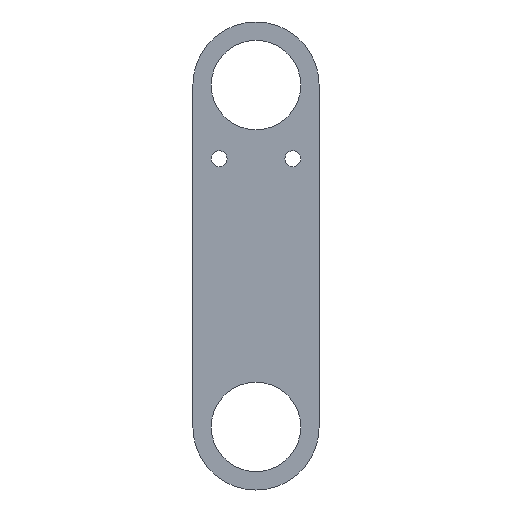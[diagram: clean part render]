
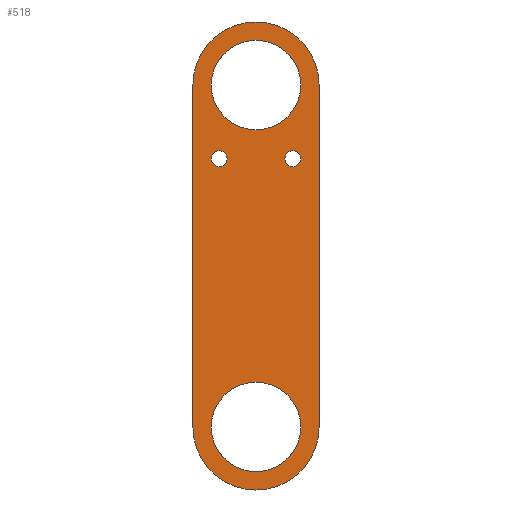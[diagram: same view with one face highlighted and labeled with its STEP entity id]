
A CAD part, left-side view. The second image highlights one B-rep face of the part: STEP entity #518.
In plain terms, the highlighted planar face has unit normal (-1, 0, 0).
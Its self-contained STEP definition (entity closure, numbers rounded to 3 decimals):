
#1 = LINE ( 'NONE', #254, #535 ) ;
#9 = DIRECTION ( 'NONE',  ( 1., 0., 0. ) ) ;
#21 = EDGE_CURVE ( 'NONE', #243, #550, #458, .T. ) ;
#23 = AXIS2_PLACEMENT_3D ( 'NONE', #568, #341, #426 ) ;
#32 = ORIENTED_EDGE ( 'NONE', *, *, #536, .F. ) ;
#34 = EDGE_LOOP ( 'NONE', ( #70, #439, #104, #525, #32 ) ) ;
#37 = DIRECTION ( 'NONE',  ( 1., 0., 0. ) ) ;
#38 = AXIS2_PLACEMENT_3D ( 'NONE', #475, #37, #87 ) ;
#41 = EDGE_CURVE ( 'NONE', #359, #81, #552, .T. ) ;
#51 = CARTESIAN_POINT ( 'NONE',  ( 0., 0., 9. ) ) ;
#55 = AXIS2_PLACEMENT_3D ( 'NONE', #256, #570, #263 ) ;
#56 = EDGE_LOOP ( 'NONE', ( #135, #307 ) ) ;
#59 = DIRECTION ( 'NONE',  ( 0., 0., -1. ) ) ;
#61 = EDGE_CURVE ( 'NONE', #414, #227, #183, .T. ) ;
#70 = ORIENTED_EDGE ( 'NONE', *, *, #299, .T. ) ;
#72 = CARTESIAN_POINT ( 'NONE',  ( 0., 7., -3.5 ) ) ;
#76 = AXIS2_PLACEMENT_3D ( 'NONE', #366, #320, #405 ) ;
#80 = CARTESIAN_POINT ( 'NONE',  ( 0., 7., -5. ) ) ;
#81 = VERTEX_POINT ( 'NONE', #148 ) ;
#82 = DIRECTION ( 'NONE',  ( 1., 0., 0. ) ) ;
#87 = DIRECTION ( 'NONE',  ( 0., 0., -1. ) ) ;
#88 = FACE_BOUND ( 'NONE', #422, .T. ) ;
#93 = EDGE_LOOP ( 'NONE', ( #308, #465 ) ) ;
#101 = VERTEX_POINT ( 'NONE', #500 ) ;
#104 = ORIENTED_EDGE ( 'NONE', *, *, #537, .T. ) ;
#105 = AXIS2_PLACEMENT_3D ( 'NONE', #538, #497, #270 ) ;
#106 = DIRECTION ( 'NONE',  ( 1., 0., 0. ) ) ;
#107 = AXIS2_PLACEMENT_3D ( 'NONE', #506, #114, #547 ) ;
#109 = VERTEX_POINT ( 'NONE', #541 ) ;
#112 = FACE_BOUND ( 'NONE', #539, .T. ) ;
#114 = DIRECTION ( 'NONE',  ( 1., 0., 0. ) ) ;
#118 = EDGE_CURVE ( 'NONE', #109, #351, #381, .T. ) ;
#120 = DIRECTION ( 'NONE',  ( 1., 0., 0. ) ) ;
#128 = DIRECTION ( 'NONE',  ( 0., 0., -1. ) ) ;
#135 = ORIENTED_EDGE ( 'NONE', *, *, #118, .T. ) ;
#137 = CARTESIAN_POINT ( 'NONE',  ( 0., 12., -56. ) ) ;
#143 = CIRCLE ( 'NONE', #55, 12. ) ;
#148 = CARTESIAN_POINT ( 'NONE',  ( 0., 0., 17.5 ) ) ;
#150 = CARTESIAN_POINT ( 'NONE',  ( 0., 0., 9. ) ) ;
#153 = VECTOR ( 'NONE', #160, 1000. ) ;
#160 = DIRECTION ( 'NONE',  ( 0., 0., -1. ) ) ;
#161 = CIRCLE ( 'NONE', #38, 1.5 ) ;
#162 = CARTESIAN_POINT ( 'NONE',  ( 0., 0., -56. ) ) ;
#170 = CARTESIAN_POINT ( 'NONE',  ( 0., 0., 21. ) ) ;
#171 = CIRCLE ( 'NONE', #314, 12. ) ;
#183 = CIRCLE ( 'NONE', #105, 8.5 ) ;
#188 = EDGE_CURVE ( 'NONE', #227, #414, #228, .T. ) ;
#189 = FACE_BOUND ( 'NONE', #56, .T. ) ;
#190 = DIRECTION ( 'NONE',  ( 1., 0., 0. ) ) ;
#194 = EDGE_CURVE ( 'NONE', #81, #359, #416, .T. ) ;
#201 = CARTESIAN_POINT ( 'NONE',  ( 0., -7., -5. ) ) ;
#227 = VERTEX_POINT ( 'NONE', #327 ) ;
#228 = CIRCLE ( 'NONE', #107, 8.5 ) ;
#237 = VERTEX_POINT ( 'NONE', #286 ) ;
#240 = AXIS2_PLACEMENT_3D ( 'NONE', #150, #9, #448 ) ;
#241 = DIRECTION ( 'NONE',  ( 0., 0., -1. ) ) ;
#243 = VERTEX_POINT ( 'NONE', #72 ) ;
#244 = CARTESIAN_POINT ( 'NONE',  ( 0., 0., -47.5 ) ) ;
#252 = PLANE ( 'NONE',  #23 ) ;
#254 = CARTESIAN_POINT ( 'NONE',  ( 0., -12., 0. ) ) ;
#255 = ORIENTED_EDGE ( 'NONE', *, *, #61, .T. ) ;
#256 = CARTESIAN_POINT ( 'NONE',  ( 0., 0., 9. ) ) ;
#263 = DIRECTION ( 'NONE',  ( 0., 0., -1. ) ) ;
#264 = CARTESIAN_POINT ( 'NONE',  ( 0., 7., -6.5 ) ) ;
#268 = CIRCLE ( 'NONE', #395, 12. ) ;
#270 = DIRECTION ( 'NONE',  ( 0., 0., -1. ) ) ;
#272 = CARTESIAN_POINT ( 'NONE',  ( 0., 7., -5. ) ) ;
#286 = CARTESIAN_POINT ( 'NONE',  ( 0., -12., -56. ) ) ;
#299 = EDGE_CURVE ( 'NONE', #404, #440, #420, .T. ) ;
#307 = ORIENTED_EDGE ( 'NONE', *, *, #479, .T. ) ;
#308 = ORIENTED_EDGE ( 'NONE', *, *, #21, .T. ) ;
#314 = AXIS2_PLACEMENT_3D ( 'NONE', #162, #411, #241 ) ;
#320 = DIRECTION ( 'NONE',  ( 1., 0., 0. ) ) ;
#324 = CARTESIAN_POINT ( 'NONE',  ( 0., 12., 0. ) ) ;
#327 = CARTESIAN_POINT ( 'NONE',  ( 0., 0., -64.5 ) ) ;
#332 = CARTESIAN_POINT ( 'NONE',  ( 0., 0., 0.5 ) ) ;
#341 = DIRECTION ( 'NONE',  ( 1., 0., 0. ) ) ;
#351 = VERTEX_POINT ( 'NONE', #513 ) ;
#359 = VERTEX_POINT ( 'NONE', #332 ) ;
#365 = DIRECTION ( 'NONE',  ( 0., 0., -1. ) ) ;
#366 = CARTESIAN_POINT ( 'NONE',  ( 0., 0., 9. ) ) ;
#367 = EDGE_CURVE ( 'NONE', #440, #237, #171, .T. ) ;
#381 = CIRCLE ( 'NONE', #476, 1.5 ) ;
#382 = EDGE_CURVE ( 'NONE', #550, #243, #469, .T. ) ;
#395 = AXIS2_PLACEMENT_3D ( 'NONE', #51, #106, #432 ) ;
#404 = VERTEX_POINT ( 'NONE', #516 ) ;
#405 = DIRECTION ( 'NONE',  ( 0., 0., -1. ) ) ;
#406 = FACE_BOUND ( 'NONE', #93, .T. ) ;
#411 = DIRECTION ( 'NONE',  ( -1., 0., 0. ) ) ;
#414 = VERTEX_POINT ( 'NONE', #244 ) ;
#416 = CIRCLE ( 'NONE', #76, 8.5 ) ;
#420 = LINE ( 'NONE', #324, #153 ) ;
#422 = EDGE_LOOP ( 'NONE', ( #255, #486 ) ) ;
#426 = DIRECTION ( 'NONE',  ( 0., 0., -1. ) ) ;
#432 = DIRECTION ( 'NONE',  ( 0., 0., -1. ) ) ;
#439 = ORIENTED_EDGE ( 'NONE', *, *, #367, .T. ) ;
#440 = VERTEX_POINT ( 'NONE', #137 ) ;
#441 = AXIS2_PLACEMENT_3D ( 'NONE', #272, #190, #59 ) ;
#445 = FACE_OUTER_BOUND ( 'NONE', #34, .T. ) ;
#448 = DIRECTION ( 'NONE',  ( 0., 0., -1. ) ) ;
#458 = CIRCLE ( 'NONE', #441, 1.5 ) ;
#465 = ORIENTED_EDGE ( 'NONE', *, *, #382, .T. ) ;
#469 = CIRCLE ( 'NONE', #520, 1.5 ) ;
#474 = ORIENTED_EDGE ( 'NONE', *, *, #194, .T. ) ;
#475 = CARTESIAN_POINT ( 'NONE',  ( 0., -7., -5. ) ) ;
#476 = AXIS2_PLACEMENT_3D ( 'NONE', #201, #120, #365 ) ;
#479 = EDGE_CURVE ( 'NONE', #351, #109, #161, .T. ) ;
#480 = ORIENTED_EDGE ( 'NONE', *, *, #41, .T. ) ;
#481 = DIRECTION ( 'NONE',  ( 0., 0., 1. ) ) ;
#486 = ORIENTED_EDGE ( 'NONE', *, *, #188, .T. ) ;
#497 = DIRECTION ( 'NONE',  ( 1., 0., 0. ) ) ;
#500 = CARTESIAN_POINT ( 'NONE',  ( 0., -12., 9. ) ) ;
#502 = VERTEX_POINT ( 'NONE', #170 ) ;
#506 = CARTESIAN_POINT ( 'NONE',  ( 0., 0., -56. ) ) ;
#513 = CARTESIAN_POINT ( 'NONE',  ( 0., -7., -6.5 ) ) ;
#516 = CARTESIAN_POINT ( 'NONE',  ( 0., 12., 9. ) ) ;
#518 = ADVANCED_FACE ( 'NONE', ( #406, #88, #189, #112, #445 ), #252, .F. ) ;
#520 = AXIS2_PLACEMENT_3D ( 'NONE', #80, #82, #128 ) ;
#525 = ORIENTED_EDGE ( 'NONE', *, *, #569, .F. ) ;
#535 = VECTOR ( 'NONE', #481, 1000. ) ;
#536 = EDGE_CURVE ( 'NONE', #404, #502, #143, .T. ) ;
#537 = EDGE_CURVE ( 'NONE', #237, #101, #1, .T. ) ;
#538 = CARTESIAN_POINT ( 'NONE',  ( 0., 0., -56. ) ) ;
#539 = EDGE_LOOP ( 'NONE', ( #474, #480 ) ) ;
#541 = CARTESIAN_POINT ( 'NONE',  ( 0., -7., -3.5 ) ) ;
#547 = DIRECTION ( 'NONE',  ( 0., 0., -1. ) ) ;
#550 = VERTEX_POINT ( 'NONE', #264 ) ;
#552 = CIRCLE ( 'NONE', #240, 8.5 ) ;
#568 = CARTESIAN_POINT ( 'NONE',  ( 0., 0., 0. ) ) ;
#569 = EDGE_CURVE ( 'NONE', #502, #101, #268, .T. ) ;
#570 = DIRECTION ( 'NONE',  ( 1., 0., 0. ) ) ;
